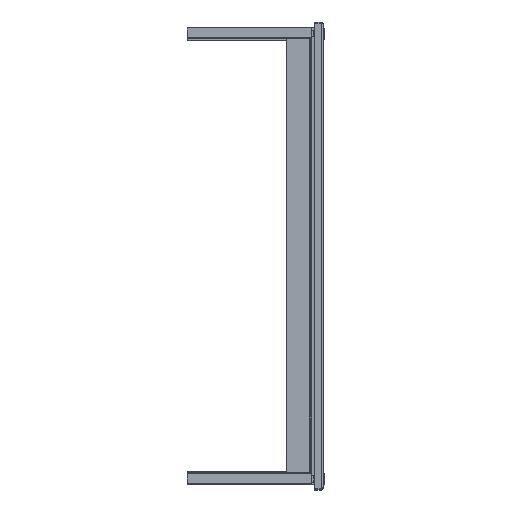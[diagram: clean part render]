
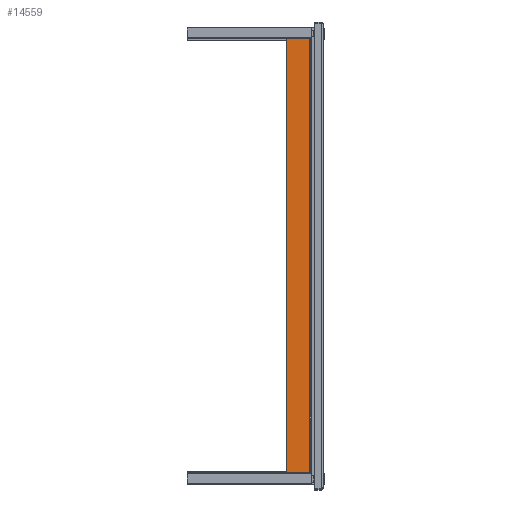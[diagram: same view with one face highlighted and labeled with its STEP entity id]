
A CAD part, top view. The second image highlights one B-rep face of the part: STEP entity #14559.
In plain terms, the highlighted face is planar.
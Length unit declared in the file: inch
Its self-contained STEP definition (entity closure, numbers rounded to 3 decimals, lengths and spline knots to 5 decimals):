
#366 = DIRECTION ( 'NONE',  ( -1., 0., 0. ) ) ;
#404 = LINE ( 'NONE', #27557, #32533 ) ;
#835 = EDGE_CURVE ( 'NONE', #6732, #5597, #26747, .T. ) ;
#1070 = ORIENTED_EDGE ( 'NONE', *, *, #9811, .T. ) ;
#1281 = DIRECTION ( 'NONE',  ( 1., 0., 0. ) ) ;
#1294 = DIRECTION ( 'NONE',  ( 0., -1., 0. ) ) ;
#1629 = DIRECTION ( 'NONE',  ( 1., 0., 0. ) ) ;
#1862 = EDGE_CURVE ( 'NONE', #11844, #6732, #32692, .T. ) ;
#2408 = DIRECTION ( 'NONE',  ( 0., -1., 0. ) ) ;
#2516 = LINE ( 'NONE', #7036, #21144 ) ;
#3288 = EDGE_CURVE ( 'NONE', #20336, #11844, #8887, .T. ) ;
#3787 = DIRECTION ( 'NONE',  ( 0., 0., 1. ) ) ;
#3962 = CARTESIAN_POINT ( 'NONE',  ( -18.137, -6.193, -16.5 ) ) ;
#4027 = AXIS2_PLACEMENT_3D ( 'NONE', #29038, #31455, #22124 ) ;
#4400 = DIRECTION ( 'NONE',  ( 0., 0., 1. ) ) ;
#4797 = FACE_BOUND ( 'NONE', #18636, .T. ) ;
#4853 = VERTEX_POINT ( 'NONE', #23240 ) ;
#5597 = VERTEX_POINT ( 'NONE', #28684 ) ;
#6732 = VERTEX_POINT ( 'NONE', #21447 ) ;
#6863 = CARTESIAN_POINT ( 'NONE',  ( -18.137, -6.599, -16. ) ) ;
#6910 = DIRECTION ( 'NONE',  ( 0., 1., 0. ) ) ;
#7036 = CARTESIAN_POINT ( 'NONE',  ( -18.137, -6.193, -16.5 ) ) ;
#7112 = ORIENTED_EDGE ( 'NONE', *, *, #30707, .T. ) ;
#7257 = CARTESIAN_POINT ( 'NONE',  ( -18.137, -7.537, -15.844 ) ) ;
#7426 = DIRECTION ( 'NONE',  ( 0., 1., 0. ) ) ;
#7814 = ORIENTED_EDGE ( 'NONE', *, *, #28099, .T. ) ;
#8289 = FACE_OUTER_BOUND ( 'NONE', #16548, .T. ) ;
#8838 = CARTESIAN_POINT ( 'NONE',  ( -18.137, -7.835, -16.5 ) ) ;
#8887 = LINE ( 'NONE', #9665, #11638 ) ;
#9049 = EDGE_CURVE ( 'NONE', #11991, #19417, #29731, .T. ) ;
#9078 = CARTESIAN_POINT ( 'NONE',  ( -18.137, -6.193, 16.5 ) ) ;
#9499 = CARTESIAN_POINT ( 'NONE',  ( -18.137, -6.599, -15.844 ) ) ;
#9560 = ORIENTED_EDGE ( 'NONE', *, *, #1862, .T. ) ;
#9665 = CARTESIAN_POINT ( 'NONE',  ( -18.137, -6.193, -15.844 ) ) ;
#9811 = EDGE_CURVE ( 'NONE', #23027, #11991, #22022, .T. ) ;
#9850 = CARTESIAN_POINT ( 'NONE',  ( -18.137, -6.193, -16.156 ) ) ;
#9896 = CARTESIAN_POINT ( 'NONE',  ( -18.137, -7.537, 15.844 ) ) ;
#9990 = VERTEX_POINT ( 'NONE', #17240 ) ;
#10101 = ORIENTED_EDGE ( 'NONE', *, *, #31692, .T. ) ;
#10106 = ORIENTED_EDGE ( 'NONE', *, *, #13641, .T. ) ;
#10131 = CARTESIAN_POINT ( 'NONE',  ( -18.137, -6.193, -16.5 ) ) ;
#10623 = CARTESIAN_POINT ( 'NONE',  ( -18.137, -6.193, -16.5 ) ) ;
#10773 = AXIS2_PLACEMENT_3D ( 'NONE', #6863, #27201, #11927 ) ;
#11638 = VECTOR ( 'NONE', #2408, 39.37008 ) ;
#11747 = DIRECTION ( 'NONE',  ( 0., 0., 1. ) ) ;
#11844 = VERTEX_POINT ( 'NONE', #7257 ) ;
#11876 = DIRECTION ( 'NONE',  ( 0., 0., -1. ) ) ;
#11927 = DIRECTION ( 'NONE',  ( 0., 0., 1. ) ) ;
#11991 = VERTEX_POINT ( 'NONE', #21654 ) ;
#13641 = EDGE_CURVE ( 'NONE', #19417, #28744, #2516, .T. ) ;
#14195 = CARTESIAN_POINT ( 'NONE',  ( -18.137, -7.537, -16. ) ) ;
#14559 = ADVANCED_FACE ( 'NONE', ( #8289, #27449, #4797 ), #27695, .T. ) ;
#14569 = VECTOR ( 'NONE', #29002, 39.37008 ) ;
#15281 = CARTESIAN_POINT ( 'NONE',  ( -18.137, -6.193, 15.844 ) ) ;
#15293 = CIRCLE ( 'NONE', #10773, 0.156 ) ;
#15403 = VERTEX_POINT ( 'NONE', #9896 ) ;
#16475 = VECTOR ( 'NONE', #1294, 39.37008 ) ;
#16548 = EDGE_LOOP ( 'NONE', ( #10101, #1070, #26687, #10106 ) ) ;
#17198 = EDGE_CURVE ( 'NONE', #5597, #20336, #15293, .T. ) ;
#17240 = CARTESIAN_POINT ( 'NONE',  ( -18.137, -6.599, 16.156 ) ) ;
#17374 = DIRECTION ( 'NONE',  ( 0., -1., 0. ) ) ;
#17860 = ORIENTED_EDGE ( 'NONE', *, *, #17198, .T. ) ;
#18146 = DIRECTION ( 'NONE',  ( 0., 0., -1. ) ) ;
#18636 = EDGE_LOOP ( 'NONE', ( #18928, #7112, #26580, #7814 ) ) ;
#18709 = CARTESIAN_POINT ( 'NONE',  ( -18.137, -7.537, 16.156 ) ) ;
#18928 = ORIENTED_EDGE ( 'NONE', *, *, #31716, .T. ) ;
#18980 = ORIENTED_EDGE ( 'NONE', *, *, #835, .T. ) ;
#19417 = VERTEX_POINT ( 'NONE', #20586 ) ;
#19537 = VECTOR ( 'NONE', #6910, 39.37008 ) ;
#20336 = VERTEX_POINT ( 'NONE', #9499 ) ;
#20485 = EDGE_LOOP ( 'NONE', ( #18980, #17860, #30982, #9560 ) ) ;
#20586 = CARTESIAN_POINT ( 'NONE',  ( -18.137, -6.193, 16.5 ) ) ;
#21144 = VECTOR ( 'NONE', #11876, 39.37008 ) ;
#21447 = CARTESIAN_POINT ( 'NONE',  ( -18.137, -7.537, -16.156 ) ) ;
#21654 = CARTESIAN_POINT ( 'NONE',  ( -18.137, -7.835, 16.5 ) ) ;
#22022 = LINE ( 'NONE', #8838, #30391 ) ;
#22124 = DIRECTION ( 'NONE',  ( 0., 0., 1. ) ) ;
#22361 = VECTOR ( 'NONE', #7426, 39.37008 ) ;
#22996 = AXIS2_PLACEMENT_3D ( 'NONE', #26945, #1629, #4400 ) ;
#23027 = VERTEX_POINT ( 'NONE', #26703 ) ;
#23066 = EDGE_CURVE ( 'NONE', #24008, #15403, #26698, .T. ) ;
#23240 = CARTESIAN_POINT ( 'NONE',  ( -18.137, -6.599, 15.844 ) ) ;
#24008 = VERTEX_POINT ( 'NONE', #18709 ) ;
#24085 = AXIS2_PLACEMENT_3D ( 'NONE', #10623, #366, #18146 ) ;
#26139 = AXIS2_PLACEMENT_3D ( 'NONE', #14195, #1281, #11747 ) ;
#26580 = ORIENTED_EDGE ( 'NONE', *, *, #23066, .T. ) ;
#26687 = ORIENTED_EDGE ( 'NONE', *, *, #9049, .T. ) ;
#26698 = CIRCLE ( 'NONE', #4027, 0.156 ) ;
#26703 = CARTESIAN_POINT ( 'NONE',  ( -18.137, -7.835, -16.5 ) ) ;
#26747 = LINE ( 'NONE', #9850, #19537 ) ;
#26945 = CARTESIAN_POINT ( 'NONE',  ( -18.137, -6.599, 16. ) ) ;
#27201 = DIRECTION ( 'NONE',  ( 1., 0., 0. ) ) ;
#27449 = FACE_BOUND ( 'NONE', #20485, .T. ) ;
#27557 = CARTESIAN_POINT ( 'NONE',  ( -18.137, -6.193, 16.156 ) ) ;
#27695 = PLANE ( 'NONE',  #24085 ) ;
#28099 = EDGE_CURVE ( 'NONE', #15403, #4853, #32675, .T. ) ;
#28684 = CARTESIAN_POINT ( 'NONE',  ( -18.137, -6.599, -16.156 ) ) ;
#28744 = VERTEX_POINT ( 'NONE', #10131 ) ;
#29002 = DIRECTION ( 'NONE',  ( 0., 1., 0. ) ) ;
#29038 = CARTESIAN_POINT ( 'NONE',  ( -18.137, -7.537, 16. ) ) ;
#29731 = LINE ( 'NONE', #9078, #14569 ) ;
#30391 = VECTOR ( 'NONE', #3787, 39.37008 ) ;
#30444 = CIRCLE ( 'NONE', #22996, 0.156 ) ;
#30707 = EDGE_CURVE ( 'NONE', #9990, #24008, #404, .T. ) ;
#30982 = ORIENTED_EDGE ( 'NONE', *, *, #3288, .T. ) ;
#31455 = DIRECTION ( 'NONE',  ( 1., 0., 0. ) ) ;
#31598 = LINE ( 'NONE', #3962, #16475 ) ;
#31692 = EDGE_CURVE ( 'NONE', #28744, #23027, #31598, .T. ) ;
#31716 = EDGE_CURVE ( 'NONE', #4853, #9990, #30444, .T. ) ;
#32533 = VECTOR ( 'NONE', #17374, 39.37008 ) ;
#32675 = LINE ( 'NONE', #15281, #22361 ) ;
#32692 = CIRCLE ( 'NONE', #26139, 0.156 ) ;
